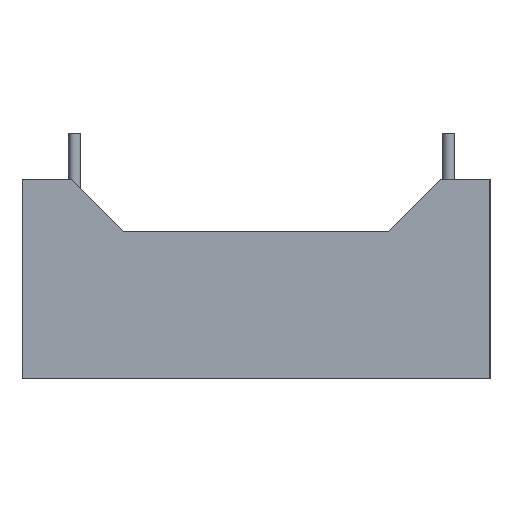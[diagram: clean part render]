
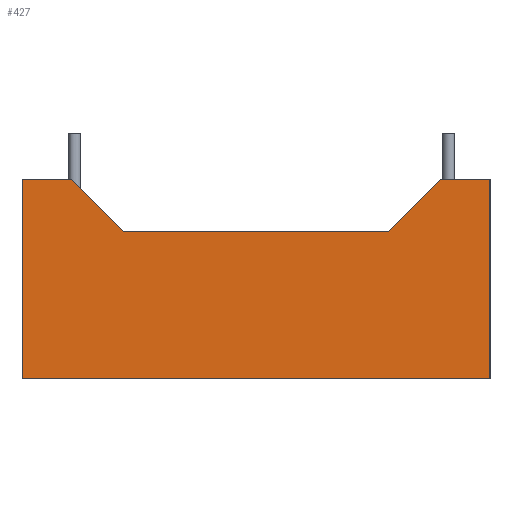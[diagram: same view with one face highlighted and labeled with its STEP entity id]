
A CAD part, left-side view. The second image highlights one B-rep face of the part: STEP entity #427.
In plain terms, the highlighted planar face has unit normal (-1, 0, 0).
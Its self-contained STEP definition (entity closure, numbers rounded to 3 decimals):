
#427=ADVANCED_FACE('',(#2017),#2019,.T.);
#2017=FACE_BOUND('',#2018,.T.);
#2018=EDGE_LOOP('',(#3120,#3121,#3122,#3123,#3124,#3125,#3126,#3127));
#2019=PLANE('',#2020);
#2020=AXIS2_PLACEMENT_3D('',#2021,#2022,#2023);
#2021=CARTESIAN_POINT('',(-25.15,9.5,0.));
#2022=DIRECTION('',(-1.,0.,0.));
#2023=DIRECTION('',(0.,-1.,0.));
#3120=ORIENTED_EDGE('',*,*,#3575,.T.);
#3121=ORIENTED_EDGE('',*,*,#3675,.T.);
#3122=ORIENTED_EDGE('',*,*,#3676,.F.);
#3123=ORIENTED_EDGE('',*,*,#3665,.F.);
#3124=ORIENTED_EDGE('',*,*,#3677,.T.);
#3125=ORIENTED_EDGE('',*,*,#3678,.T.);
#3126=ORIENTED_EDGE('',*,*,#3679,.F.);
#3127=ORIENTED_EDGE('',*,*,#3680,.T.);
#3575=EDGE_CURVE('',#3881,#3879,#3882,.F.);
#3665=EDGE_CURVE('',#4058,#4060,#4061,.T.);
#3675=EDGE_CURVE('',#3879,#4074,#4076,.F.);
#3676=EDGE_CURVE('',#4060,#4074,#4077,.T.);
#3677=EDGE_CURVE('',#4058,#4078,#4079,.T.);
#3678=EDGE_CURVE('',#4078,#4080,#4081,.T.);
#3679=EDGE_CURVE('',#4082,#4080,#4083,.T.);
#3680=EDGE_CURVE('',#4082,#3881,#4084,.F.);
#3879=VERTEX_POINT('',#4415);
#3881=VERTEX_POINT('',#4419);
#3882=LINE('',#4420,#4421);
#4058=VERTEX_POINT('',#4845);
#4060=VERTEX_POINT('',#4849);
#4061=LINE('',#4850,#4851);
#4074=VERTEX_POINT('',#4881);
#4076=LINE('',#4885,#4886);
#4077=LINE('',#4888,#4889);
#4078=VERTEX_POINT('',#4891);
#4079=LINE('',#4892,#4893);
#4080=VERTEX_POINT('',#4895);
#4081=LINE('',#4896,#4897);
#4082=VERTEX_POINT('',#4899);
#4083=LINE('',#4900,#4901);
#4084=LINE('',#4903,#4904);
#4415=CARTESIAN_POINT('',(-25.15,5.379,5.979));
#4419=CARTESIAN_POINT('',(-25.15,-5.379,5.979));
#4420=CARTESIAN_POINT('',(-25.15,5.379,5.979));
#4421=VECTOR('',#4422,1.);
#4422=DIRECTION('',(0.,-1.,0.));
#4845=CARTESIAN_POINT('',(-25.15,9.5,0.));
#4849=CARTESIAN_POINT('',(-25.15,9.5,8.1));
#4850=CARTESIAN_POINT('',(-25.15,9.5,0.));
#4851=VECTOR('',#4852,1.);
#4852=DIRECTION('',(0.,0.,1.));
#4881=CARTESIAN_POINT('',(-25.15,7.5,8.1));
#4885=CARTESIAN_POINT('',(-25.15,7.5,8.1));
#4886=VECTOR('',#4887,1.);
#4887=DIRECTION('',(0.,-0.707,-0.707));
#4888=CARTESIAN_POINT('',(-25.15,9.5,8.1));
#4889=VECTOR('',#4890,1.);
#4890=DIRECTION('',(0.,-1.,0.));
#4891=CARTESIAN_POINT('',(-25.15,-9.5,0.));
#4892=CARTESIAN_POINT('',(-25.15,9.5,0.));
#4893=VECTOR('',#4894,1.);
#4894=DIRECTION('',(0.,-1.,0.));
#4895=CARTESIAN_POINT('',(-25.15,-9.5,8.1));
#4896=CARTESIAN_POINT('',(-25.15,-9.5,0.));
#4897=VECTOR('',#4898,1.);
#4898=DIRECTION('',(0.,0.,1.));
#4899=CARTESIAN_POINT('',(-25.15,-7.5,8.1));
#4900=CARTESIAN_POINT('',(-25.15,-7.5,8.1));
#4901=VECTOR('',#4902,1.);
#4902=DIRECTION('',(0.,-1.,0.));
#4903=CARTESIAN_POINT('',(-25.15,-5.379,5.979));
#4904=VECTOR('',#4905,1.);
#4905=DIRECTION('',(0.,-0.707,0.707));
